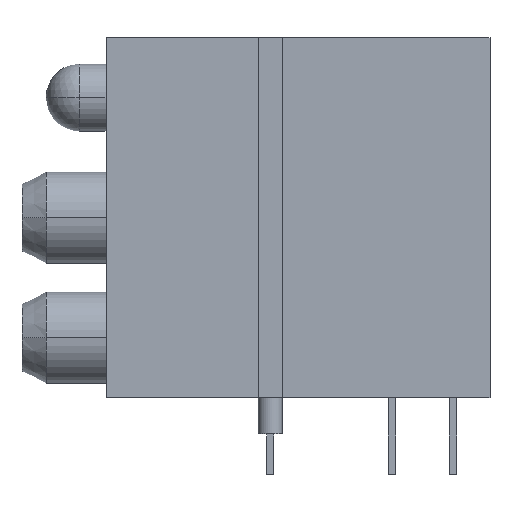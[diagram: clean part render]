
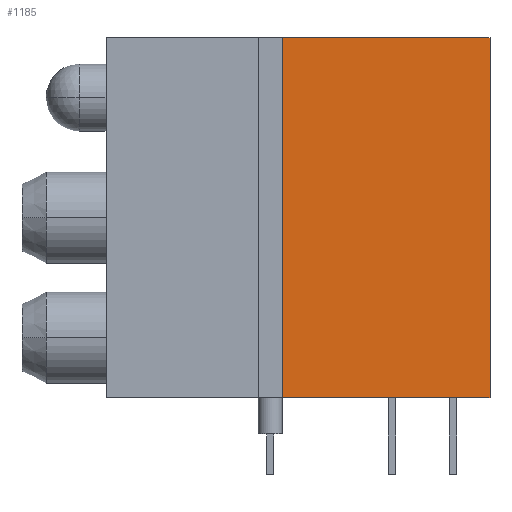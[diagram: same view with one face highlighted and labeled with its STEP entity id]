
A CAD part, front view. The second image highlights one B-rep face of the part: STEP entity #1185.
In plain terms, the highlighted planar face has unit normal (0, -1, 0).
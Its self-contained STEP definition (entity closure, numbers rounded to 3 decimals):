
#1146=CARTESIAN_POINT('',(0.067,-2.525,15.75));
#1147=DIRECTION('',(0.0,-1.0,0.0));
#1148=DIRECTION('',(0.0,0.0,-1.0));
#1149=AXIS2_PLACEMENT_3D('',#1146,#1147,#1148);
#1150=PLANE('',#1149);
#1151=CARTESIAN_POINT('',(9.16,-2.525,15.0));
#1152=VERTEX_POINT('',#1151);
#1153=CARTESIAN_POINT('',(0.5,-2.525,15.0));
#1154=VERTEX_POINT('',#1153);
#1155=CARTESIAN_POINT('',(9.16,-2.525,15.0));
#1156=DIRECTION('',(-1.0,0.0,0.0));
#1157=VECTOR('',#1156,8.66);
#1158=LINE('',#1155,#1157);
#1159=EDGE_CURVE('',#1152,#1154,#1158,.T.);
#1160=ORIENTED_EDGE('',*,*,#1159,.T.);
#1161=CARTESIAN_POINT('',(0.5,-2.525,0.0));
#1162=VERTEX_POINT('',#1161);
#1163=CARTESIAN_POINT('',(0.5,-2.525,0.0));
#1164=DIRECTION('',(0.0,0.0,1.0));
#1165=VECTOR('',#1164,15.0);
#1166=LINE('',#1163,#1165);
#1167=EDGE_CURVE('',#1162,#1154,#1166,.T.);
#1168=ORIENTED_EDGE('',*,*,#1167,.F.);
#1169=CARTESIAN_POINT('',(9.16,-2.525,0.0));
#1170=VERTEX_POINT('',#1169);
#1171=CARTESIAN_POINT('',(0.5,-2.525,0.0));
#1172=DIRECTION('',(1.0,0.0,0.0));
#1173=VECTOR('',#1172,8.66);
#1174=LINE('',#1171,#1173);
#1175=EDGE_CURVE('',#1162,#1170,#1174,.T.);
#1176=ORIENTED_EDGE('',*,*,#1175,.T.);
#1177=CARTESIAN_POINT('',(9.16,-2.525,0.0));
#1178=DIRECTION('',(0.0,0.0,1.0));
#1179=VECTOR('',#1178,15.0);
#1180=LINE('',#1177,#1179);
#1181=EDGE_CURVE('',#1170,#1152,#1180,.T.);
#1182=ORIENTED_EDGE('',*,*,#1181,.T.);
#1183=EDGE_LOOP('',(#1160,#1168,#1176,#1182));
#1184=FACE_OUTER_BOUND('',#1183,.T.);
#1185=ADVANCED_FACE('',(#1184),#1150,.T.);
